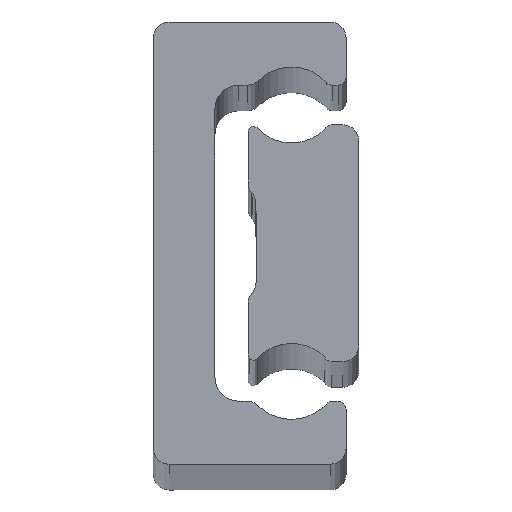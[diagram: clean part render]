
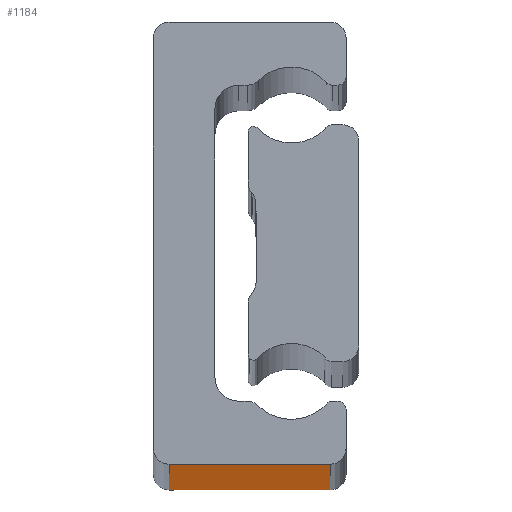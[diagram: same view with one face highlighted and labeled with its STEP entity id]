
A CAD part, top view. The second image highlights one B-rep face of the part: STEP entity #1184.
In plain terms, the highlighted planar face has unit normal (0, -1, 0).
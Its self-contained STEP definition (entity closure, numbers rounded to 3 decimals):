
#158 = EDGE_CURVE ( 'NONE', #1156, #3726, #2244, .T. ) ;
#421 = EDGE_CURVE ( 'NONE', #896, #3256, #5126, .T. ) ;
#635 = LINE ( 'NONE', #3930, #2625 ) ;
#751 = CARTESIAN_POINT ( 'NONE',  ( 1., -14., 0. ) ) ;
#773 = DIRECTION ( 'NONE',  ( 1., 0., 0. ) ) ;
#896 = VERTEX_POINT ( 'NONE', #2718 ) ;
#1139 = CARTESIAN_POINT ( 'NONE',  ( 1., -14., -930. ) ) ;
#1156 = VERTEX_POINT ( 'NONE', #4855 ) ;
#1184 = ADVANCED_FACE ( 'NONE', ( #2659 ), #5106, .T. ) ;
#1318 = ORIENTED_EDGE ( 'NONE', *, *, #3721, .F. ) ;
#1547 = CARTESIAN_POINT ( 'NONE',  ( 1., -14., -930. ) ) ;
#1862 = AXIS2_PLACEMENT_3D ( 'NONE', #1139, #4216, #4993 ) ;
#1872 = ORIENTED_EDGE ( 'NONE', *, *, #421, .F. ) ;
#2081 = ORIENTED_EDGE ( 'NONE', *, *, #158, .T. ) ;
#2102 = CARTESIAN_POINT ( 'NONE',  ( 1., -14., 0. ) ) ;
#2244 = LINE ( 'NONE', #2632, #3085 ) ;
#2407 = ORIENTED_EDGE ( 'NONE', *, *, #2455, .T. ) ;
#2455 = EDGE_CURVE ( 'NONE', #896, #1156, #635, .T. ) ;
#2571 = LINE ( 'NONE', #2102, #3461 ) ;
#2625 = VECTOR ( 'NONE', #773, 1000. ) ;
#2632 = CARTESIAN_POINT ( 'NONE',  ( 11.2, -14., -930. ) ) ;
#2659 = FACE_OUTER_BOUND ( 'NONE', #2803, .T. ) ;
#2718 = CARTESIAN_POINT ( 'NONE',  ( 1., -14., -930. ) ) ;
#2803 = EDGE_LOOP ( 'NONE', ( #1318, #1872, #2407, #2081 ) ) ;
#2990 = DIRECTION ( 'NONE',  ( 0., 0., 1. ) ) ;
#3085 = VECTOR ( 'NONE', #2990, 1000. ) ;
#3256 = VERTEX_POINT ( 'NONE', #751 ) ;
#3461 = VECTOR ( 'NONE', #4542, 1000. ) ;
#3721 = EDGE_CURVE ( 'NONE', #3256, #3726, #2571, .T. ) ;
#3726 = VERTEX_POINT ( 'NONE', #3763 ) ;
#3763 = CARTESIAN_POINT ( 'NONE',  ( 11.2, -14., 0. ) ) ;
#3930 = CARTESIAN_POINT ( 'NONE',  ( 1., -14., -930. ) ) ;
#4216 = DIRECTION ( 'NONE',  ( 0., -1., 0. ) ) ;
#4542 = DIRECTION ( 'NONE',  ( 1., 0., 0. ) ) ;
#4674 = VECTOR ( 'NONE', #4749, 1000. ) ;
#4749 = DIRECTION ( 'NONE',  ( 0., 0., 1. ) ) ;
#4855 = CARTESIAN_POINT ( 'NONE',  ( 11.2, -14., -930. ) ) ;
#4993 = DIRECTION ( 'NONE',  ( 1., 0., 0. ) ) ;
#5106 = PLANE ( 'NONE',  #1862 ) ;
#5126 = LINE ( 'NONE', #1547, #4674 ) ;
